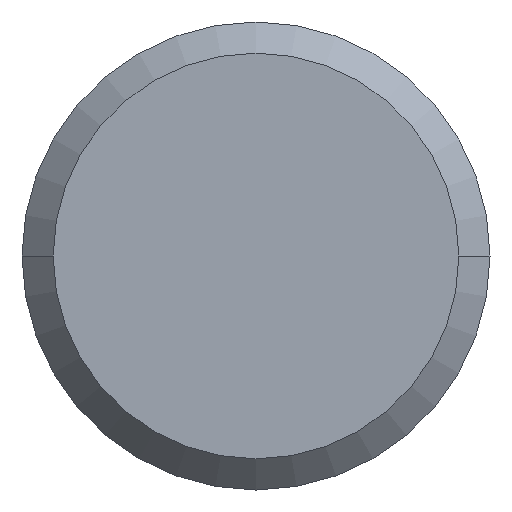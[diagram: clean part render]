
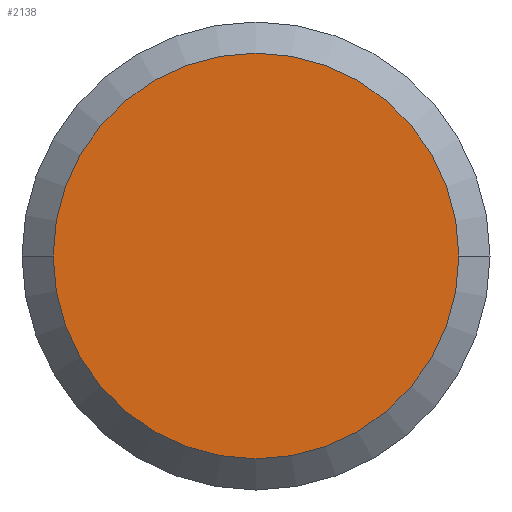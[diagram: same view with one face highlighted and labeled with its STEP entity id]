
A CAD part, front view. The second image highlights one B-rep face of the part: STEP entity #2138.
In plain terms, the highlighted planar face has unit normal (0, -1, 0).
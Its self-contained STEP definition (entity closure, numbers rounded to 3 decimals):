
#931=CARTESIAN_POINT('',(0.,-64.,0.));
#932=DIRECTION('',(0.,-1.,0.));
#933=DIRECTION('',(0.,0.,-1.));
#934=AXIS2_PLACEMENT_3D('',#931,#932,#933);
#939=CARTESIAN_POINT('',(0.,-64.,0.));
#940=DIRECTION('',(0.,-1.,0.));
#941=DIRECTION('',(0.,0.,1.));
#942=AXIS2_PLACEMENT_3D('',#939,#940,#941);
#1061=CARTESIAN_POINT('',(0.,-64.,-5.2));
#1062=CARTESIAN_POINT('',(0.,-64.,5.2));
#1063=VERTEX_POINT('',#1061);
#1064=VERTEX_POINT('',#1062);
#2129=CARTESIAN_POINT('',(0.,-64.,0.));
#2130=DIRECTION('',(0.,-1.,0.));
#2131=DIRECTION('',(0.,0.,-1.));
#2132=AXIS2_PLACEMENT_3D('',#2129,#2130,#2131);
#2133=PLANE('',#2132);
#2134=ORIENTED_EDGE('',*,*,#1099,.F.);
#2135=ORIENTED_EDGE('',*,*,#1116,.F.);
#2136=EDGE_LOOP('',(#2134,#2135));
#2137=FACE_OUTER_BOUND('',#2136,.F.);
#2138=ADVANCED_FACE('',(#2137),#2133,.T.);
#935=CIRCLE('',#934,5.2);
#943=CIRCLE('',#942,5.2);
#1099=EDGE_CURVE('',#1063,#1064,#935,.T.);
#1116=EDGE_CURVE('',#1064,#1063,#943,.T.);
